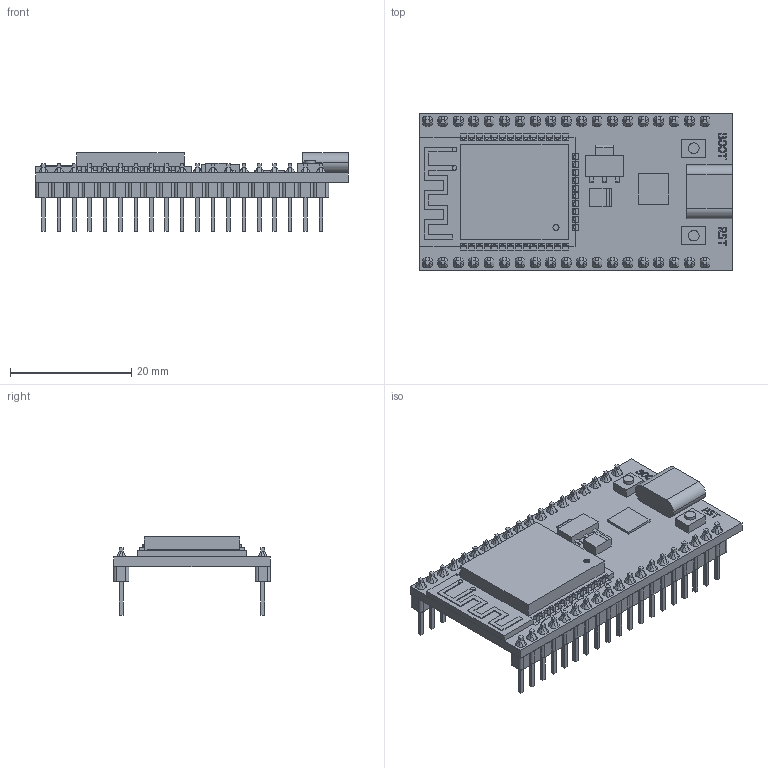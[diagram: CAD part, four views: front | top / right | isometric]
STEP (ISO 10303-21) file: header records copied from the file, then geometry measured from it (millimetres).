
FILE_DESCRIPTION(/* description */ (''),/* implementation_level */ '2;1');
FILE_NAME(/* name */ 'NodeMCU-32S-USBC-38pin-Narrow',/* time_stamp */ '2023-07-25T07:54:12-04:00',/* author */ (''),/* organization */ (''),/* preprocessor_version */ 'ST-DEVELOPER v16.5',/* originating_system */ 'Rhino 7.33',/* authorisation */ '');
FILE_SCHEMA (('AUTOMOTIVE_DESIGN'));
Length unit declared in the file: millimetre
Products named in the file (1): Document
Bounding box: 51.5 x 25.85 x 12.9 mm (x, y, z)
Volume: 3600.5 mm3; surface area: 7420.4 mm2
Topology: 49 solids, 49 shells, 1891 faces, 4701 edges, 3002 vertices
Faces by surface type: plane 1324, cylinder 322, bspline 245
Full cylindrical faces by diameter (mm): 1 x1, 1.75 x2
Entity records: 60470 total; most frequent: CARTESIAN_POINT 20916, ORIENTED_EDGE 9402, EDGE_CURVE 4701, VERTEX_POINT 3002, EDGE_LOOP 1987, ADVANCED_FACE 1891, FACE_OUTER_BOUND 1891, DIRECTION 1648
